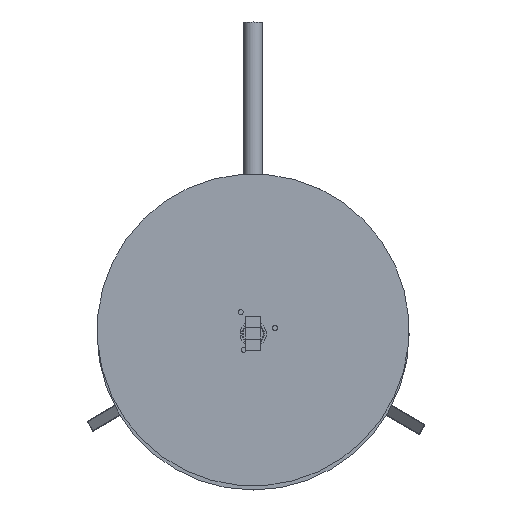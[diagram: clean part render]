
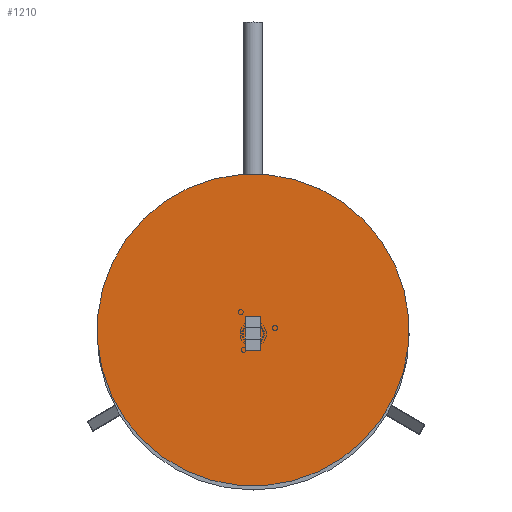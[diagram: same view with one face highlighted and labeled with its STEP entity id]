
A CAD part, top view. The second image highlights one B-rep face of the part: STEP entity #1210.
In plain terms, the highlighted planar face has unit normal (0, 0, 1).
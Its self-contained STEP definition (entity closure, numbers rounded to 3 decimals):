
#1210 = ADVANCED_FACE( '', ( #3003 ), #3004, .F. );
#3003 = FACE_OUTER_BOUND( '', #5553, .T. );
#3004 = PLANE( '', #5554 );
#5553 = EDGE_LOOP( '', ( #9580 ) );
#5554 = AXIS2_PLACEMENT_3D( '', #9581, #9582, #9583 );
#9580 = ORIENTED_EDGE( '', *, *, #15806, .F. );
#9581 = CARTESIAN_POINT( '', ( 0., 0., 0. ) );
#9582 = DIRECTION( '', ( 0., 0., -1. ) );
#9583 = DIRECTION( '', ( -1., 0., 0. ) );
#15806 = EDGE_CURVE( '', #18973, #18973, #18974, .T. );
#18973 = VERTEX_POINT( '', #24512 );
#18974 = CIRCLE( '', #24513, 250. );
#24512 = CARTESIAN_POINT( '', ( -250., 0., 0. ) );
#24513 = AXIS2_PLACEMENT_3D( '', #33196, #33197, #33198 );
#33196 = CARTESIAN_POINT( '', ( 0., 0., 0. ) );
#33197 = DIRECTION( '', ( 0., 0., -1. ) );
#33198 = DIRECTION( '', ( -1., 0., 0. ) );
